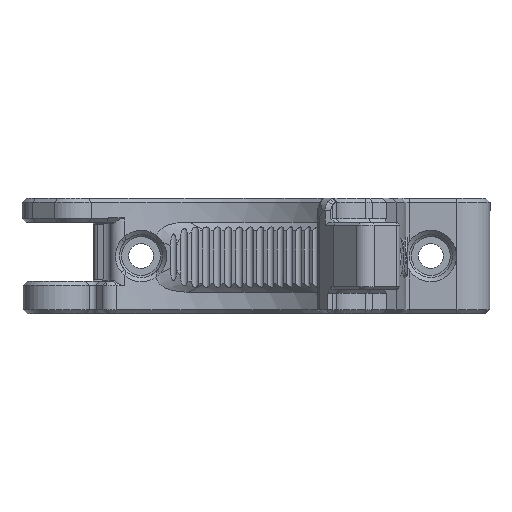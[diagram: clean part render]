
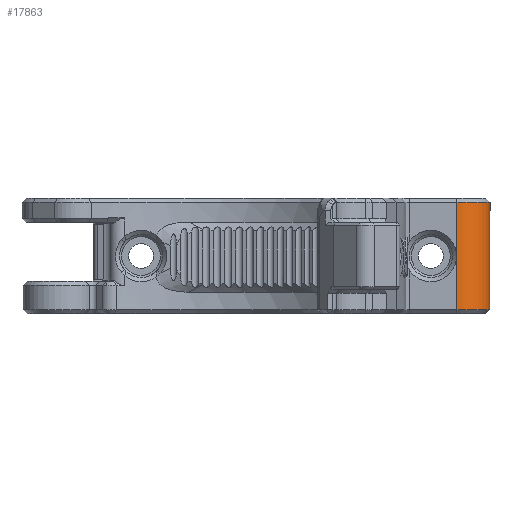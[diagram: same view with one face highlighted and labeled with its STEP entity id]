
A CAD part, front view. The second image highlights one B-rep face of the part: STEP entity #17863.
In plain terms, the highlighted cylindrical face has radius 8 mm (diameter 16 mm), a partial arc.
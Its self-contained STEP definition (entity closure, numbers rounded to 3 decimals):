
#1942=CYLINDRICAL_SURFACE('',#18465,8.);
#3126=FACE_OUTER_BOUND('',#4116,.T.);
#4116=EDGE_LOOP('',(#15736,#15737,#15738,#15739));
#5318=LINE('',#39917,#6530);
#5319=LINE('',#39919,#6531);
#6530=VECTOR('',#20608,10.);
#6531=VECTOR('',#20611,10.);
#6823=CIRCLE('',#18399,8.);
#6833=CIRCLE('',#18424,8.);
#8492=VERTEX_POINT('',#38825);
#8493=VERTEX_POINT('',#38829);
#8535=VERTEX_POINT('',#39490);
#8536=VERTEX_POINT('',#39492);
#11062=EDGE_CURVE('',#8492,#8493,#6823,.T.);
#11126=EDGE_CURVE('',#8535,#8536,#6833,.T.);
#11183=EDGE_CURVE('',#8492,#8536,#5318,.T.);
#11184=EDGE_CURVE('',#8493,#8535,#5319,.T.);
#15736=ORIENTED_EDGE('',*,*,#11183,.T.);
#15737=ORIENTED_EDGE('',*,*,#11126,.F.);
#15738=ORIENTED_EDGE('',*,*,#11184,.F.);
#15739=ORIENTED_EDGE('',*,*,#11062,.F.);
#17863=ADVANCED_FACE('',(#3126),#1942,.T.);
#18399=AXIS2_PLACEMENT_3D('',#38831,#20437,#20438);
#18424=AXIS2_PLACEMENT_3D('',#39493,#20506,#20507);
#18465=AXIS2_PLACEMENT_3D('',#39918,#20609,#20610);
#20437=DIRECTION('center_axis',(0.,0.,
1.));
#20438=DIRECTION('ref_axis',(0.,-1.,0.));
#20506=DIRECTION('center_axis',(0.,0.,
-1.));
#20507=DIRECTION('ref_axis',(0.,-1.,0.));
#20608=DIRECTION('',(0.,0.,-1.));
#20609=DIRECTION('center_axis',(0.,0.,
-1.));
#20610=DIRECTION('ref_axis',(0.,-1.,0.));
#20611=DIRECTION('',(0.,0.,-1.));
#38825=CARTESIAN_POINT('',(61.696,37.408,27.));
#38829=CARTESIAN_POINT('',(61.696,53.408,27.));
#38831=CARTESIAN_POINT('Origin',(61.696,45.408,27.));
#39490=CARTESIAN_POINT('',(61.696,53.408,1.));
#39492=CARTESIAN_POINT('',(61.696,37.408,1.));
#39493=CARTESIAN_POINT('Origin',(61.696,45.408,1.));
#39917=CARTESIAN_POINT('',(61.696,37.408,28.));
#39918=CARTESIAN_POINT('Origin',(61.696,45.408,28.));
#39919=CARTESIAN_POINT('',(61.696,53.408,28.));
